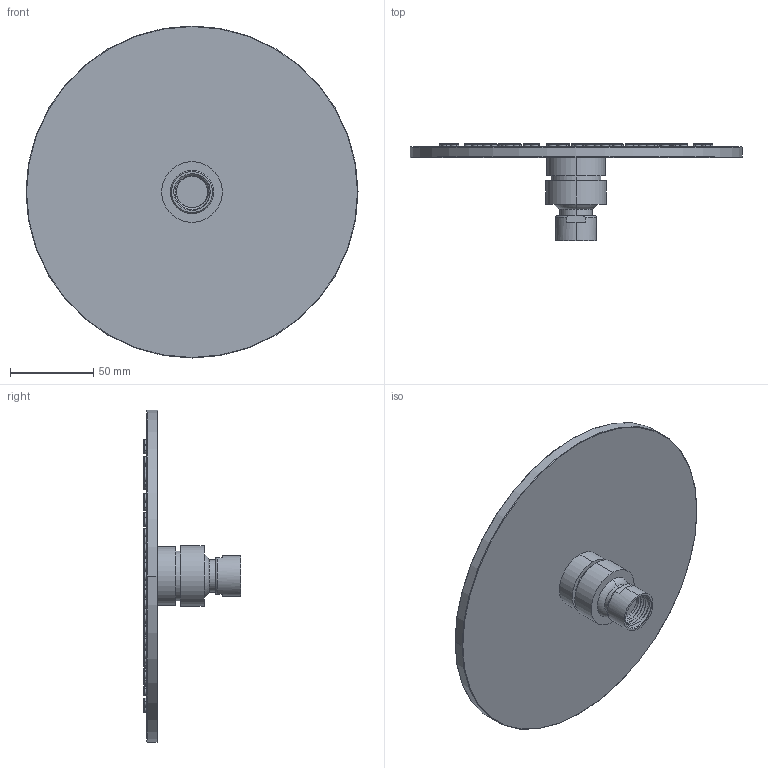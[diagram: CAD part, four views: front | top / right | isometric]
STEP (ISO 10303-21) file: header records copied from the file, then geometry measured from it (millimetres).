
FILE_DESCRIPTION((''),'2;1');
FILE_NAME('200','2018-07-30T',('MQ'),(''),'PRO/ENGINEER BY PARAMETRIC TECHNOLOGY CORPORATION, 2012130','PRO/ENGINEER BY PARAMETRIC TECHNOLOGY CORPORATION, 2012130','');
FILE_SCHEMA(('CONFIG_CONTROL_DESIGN'));
Length unit declared in the file: millimetre
Products named in the file (1): 200
Bounding box: 200 x 58.5 x 200 mm (x, y, z)
Volume: 240837.4 mm3; surface area: 76619.6 mm2
Topology: 1 solids, 1 shells, 767 faces, 1548 edges, 969 vertices
Faces by surface type: cylinder 380, plane 193, torus 188, bspline 4, cone 2
Entity records: 21204 total; most frequent: DIRECTION 4174, CARTESIAN_POINT 4099, ORIENTED_EDGE 3096, AXIS2_PLACEMENT_3D 1890, EDGE_CURVE 1548, CIRCLE 1127, VERTEX_POINT 969, EDGE_LOOP 953
